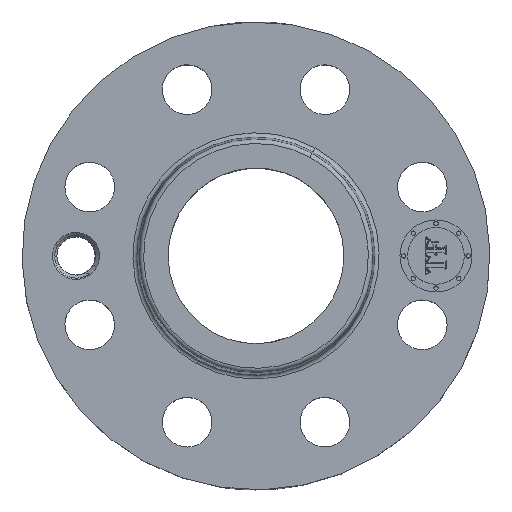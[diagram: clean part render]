
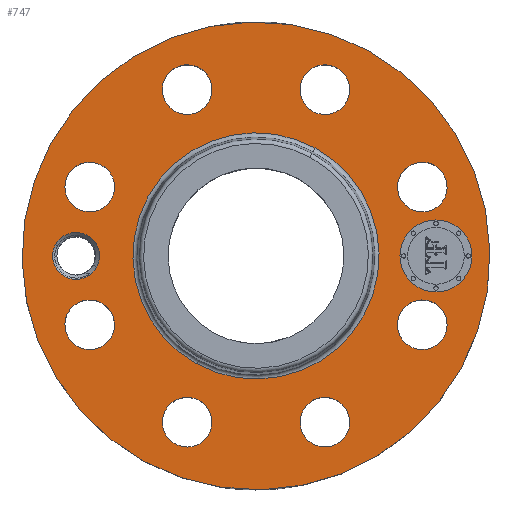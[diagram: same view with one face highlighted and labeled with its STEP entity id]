
A CAD part, top view. The second image highlights one B-rep face of the part: STEP entity #747.
In plain terms, the highlighted planar face has unit normal (0, 0, 1).
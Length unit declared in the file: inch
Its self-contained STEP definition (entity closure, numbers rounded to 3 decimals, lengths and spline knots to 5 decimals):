
#58=AXIS2_PLACEMENT_3D('Circle Axis2P3D',#56,#57,$) ;
#401=AXIS2_PLACEMENT_3D('Circle Axis2P3D',#399,#400,$) ;
#543=AXIS2_PLACEMENT_3D('Plane Axis2P3D',#540,#541,#542) ;
#551=AXIS2_PLACEMENT_3D('Circle Axis2P3D',#549,#550,$) ;
#560=AXIS2_PLACEMENT_3D('Circle Axis2P3D',#558,#559,$) ;
#569=AXIS2_PLACEMENT_3D('Circle Axis2P3D',#567,#568,$) ;
#578=AXIS2_PLACEMENT_3D('Circle Axis2P3D',#576,#577,$) ;
#587=AXIS2_PLACEMENT_3D('Circle Axis2P3D',#585,#586,$) ;
#596=AXIS2_PLACEMENT_3D('Circle Axis2P3D',#594,#595,$) ;
#605=AXIS2_PLACEMENT_3D('Circle Axis2P3D',#603,#604,$) ;
#614=AXIS2_PLACEMENT_3D('Circle Axis2P3D',#612,#613,$) ;
#623=AXIS2_PLACEMENT_3D('Circle Axis2P3D',#621,#622,$) ;
#632=AXIS2_PLACEMENT_3D('Circle Axis2P3D',#630,#631,$) ;
#641=AXIS2_PLACEMENT_3D('Circle Axis2P3D',#639,#640,$) ;
#650=AXIS2_PLACEMENT_3D('Circle Axis2P3D',#648,#649,$) ;
#659=AXIS2_PLACEMENT_3D('Circle Axis2P3D',#657,#658,$) ;
#668=AXIS2_PLACEMENT_3D('Circle Axis2P3D',#666,#667,$) ;
#677=AXIS2_PLACEMENT_3D('Circle Axis2P3D',#675,#676,$) ;
#686=AXIS2_PLACEMENT_3D('Circle Axis2P3D',#684,#685,$) ;
#695=AXIS2_PLACEMENT_3D('Circle Axis2P3D',#693,#694,$) ;
#704=AXIS2_PLACEMENT_3D('Circle Axis2P3D',#702,#703,$) ;
#713=AXIS2_PLACEMENT_3D('Circle Axis2P3D',#711,#712,$) ;
#722=AXIS2_PLACEMENT_3D('Circle Axis2P3D',#720,#721,$) ;
#731=AXIS2_PLACEMENT_3D('Circle Axis2P3D',#729,#730,$) ;
#740=AXIS2_PLACEMENT_3D('Circle Axis2P3D',#738,#739,$) ;
#53=CARTESIAN_POINT('Vertex',(-1.55813,-2.85214,1.56)) ;
#56=CARTESIAN_POINT('Axis2P3D Location',(0.,0.,1.56)) ;
#60=CARTESIAN_POINT('Vertex',(1.55813,2.85214,1.56)) ;
#399=CARTESIAN_POINT('Axis2P3D Location',(0.,0.,1.56)) ;
#540=CARTESIAN_POINT('Axis2P3D Location',(0.,3.25,1.56)) ;
#549=CARTESIAN_POINT('Axis2P3D Location',(-2.5,0.,1.56)) ;
#553=CARTESIAN_POINT('Vertex',(-2.78576,0.15611,1.56)) ;
#555=CARTESIAN_POINT('Vertex',(-2.21424,-0.15611,1.56)) ;
#558=CARTESIAN_POINT('Axis2P3D Location',(-2.5,0.,1.56)) ;
#567=CARTESIAN_POINT('Axis2P3D Location',(2.3097,-0.95671,1.56)) ;
#571=CARTESIAN_POINT('Vertex',(2.00693,-0.79131,1.56)) ;
#573=CARTESIAN_POINT('Vertex',(2.61246,-1.12211,1.56)) ;
#576=CARTESIAN_POINT('Axis2P3D Location',(2.3097,-0.95671,1.56)) ;
#585=CARTESIAN_POINT('Axis2P3D Location',(0.,0.,1.56)) ;
#589=CARTESIAN_POINT('Vertex',(-0.81981,-1.50065,1.56)) ;
#591=CARTESIAN_POINT('Vertex',(0.81981,1.50065,1.56)) ;
#594=CARTESIAN_POINT('Axis2P3D Location',(0.,0.,1.56)) ;
#603=CARTESIAN_POINT('Axis2P3D Location',(0.95671,-2.3097,1.56)) ;
#607=CARTESIAN_POINT('Vertex',(1.05384,-2.64074,1.56)) ;
#609=CARTESIAN_POINT('Vertex',(0.85958,-1.97865,1.56)) ;
#612=CARTESIAN_POINT('Axis2P3D Location',(0.95671,-2.3097,1.56)) ;
#621=CARTESIAN_POINT('Axis2P3D Location',(-0.95671,-2.3097,1.56)) ;
#625=CARTESIAN_POINT('Vertex',(-1.12211,-2.61246,1.56)) ;
#627=CARTESIAN_POINT('Vertex',(-0.79131,-2.00693,1.56)) ;
#630=CARTESIAN_POINT('Axis2P3D Location',(-0.95671,-2.3097,1.56)) ;
#639=CARTESIAN_POINT('Axis2P3D Location',(-2.3097,-0.95671,1.56)) ;
#643=CARTESIAN_POINT('Vertex',(-2.64074,-1.05384,1.56)) ;
#645=CARTESIAN_POINT('Vertex',(-1.97865,-0.85958,1.56)) ;
#648=CARTESIAN_POINT('Axis2P3D Location',(-2.3097,-0.95671,1.56)) ;
#657=CARTESIAN_POINT('Axis2P3D Location',(-2.3097,0.95671,1.56)) ;
#661=CARTESIAN_POINT('Vertex',(-2.61246,1.12211,1.56)) ;
#663=CARTESIAN_POINT('Vertex',(-2.00693,0.79131,1.56)) ;
#666=CARTESIAN_POINT('Axis2P3D Location',(-2.3097,0.95671,1.56)) ;
#675=CARTESIAN_POINT('Axis2P3D Location',(-0.95671,2.3097,1.56)) ;
#679=CARTESIAN_POINT('Vertex',(-1.05384,2.64074,1.56)) ;
#681=CARTESIAN_POINT('Vertex',(-0.85958,1.97865,1.56)) ;
#684=CARTESIAN_POINT('Axis2P3D Location',(-0.95671,2.3097,1.56)) ;
#693=CARTESIAN_POINT('Axis2P3D Location',(0.95671,2.3097,1.56)) ;
#697=CARTESIAN_POINT('Vertex',(1.12211,2.61246,1.56)) ;
#699=CARTESIAN_POINT('Vertex',(0.79131,2.00693,1.56)) ;
#702=CARTESIAN_POINT('Axis2P3D Location',(0.95671,2.3097,1.56)) ;
#711=CARTESIAN_POINT('Axis2P3D Location',(2.3097,0.95671,1.56)) ;
#715=CARTESIAN_POINT('Vertex',(2.64074,1.05384,1.56)) ;
#717=CARTESIAN_POINT('Vertex',(1.97865,0.85958,1.56)) ;
#720=CARTESIAN_POINT('Axis2P3D Location',(2.3097,0.95671,1.56)) ;
#729=CARTESIAN_POINT('Axis2P3D Location',(2.5,0.,1.56)) ;
#733=CARTESIAN_POINT('Vertex',(2.5,0.5,1.56)) ;
#735=CARTESIAN_POINT('Vertex',(2.5,-0.5,1.56)) ;
#738=CARTESIAN_POINT('Axis2P3D Location',(2.5,0.,1.56)) ;
#57=DIRECTION('Axis2P3D Direction',(0.,0.,-0.039)) ;
#400=DIRECTION('Axis2P3D Direction',(0.,0.,-0.039)) ;
#541=DIRECTION('Axis2P3D Direction',(0.,0.,-0.039)) ;
#542=DIRECTION('Axis2P3D XDirection',(0.039,0.,0.)) ;
#550=DIRECTION('Axis2P3D Direction',(0.,0.,-0.039)) ;
#559=DIRECTION('Axis2P3D Direction',(0.,0.,-0.039)) ;
#568=DIRECTION('Axis2P3D Direction',(0.,0.,-0.039)) ;
#577=DIRECTION('Axis2P3D Direction',(0.,0.,-0.039)) ;
#586=DIRECTION('Axis2P3D Direction',(0.,0.,-0.039)) ;
#595=DIRECTION('Axis2P3D Direction',(0.,0.,-0.039)) ;
#604=DIRECTION('Axis2P3D Direction',(0.,0.,-0.039)) ;
#613=DIRECTION('Axis2P3D Direction',(0.,0.,-0.039)) ;
#622=DIRECTION('Axis2P3D Direction',(0.,0.,-0.039)) ;
#631=DIRECTION('Axis2P3D Direction',(0.,0.,-0.039)) ;
#640=DIRECTION('Axis2P3D Direction',(0.,0.,-0.039)) ;
#649=DIRECTION('Axis2P3D Direction',(0.,0.,-0.039)) ;
#658=DIRECTION('Axis2P3D Direction',(0.,0.,-0.039)) ;
#667=DIRECTION('Axis2P3D Direction',(0.,0.,-0.039)) ;
#676=DIRECTION('Axis2P3D Direction',(0.,0.,-0.039)) ;
#685=DIRECTION('Axis2P3D Direction',(0.,0.,-0.039)) ;
#694=DIRECTION('Axis2P3D Direction',(0.,0.,-0.039)) ;
#703=DIRECTION('Axis2P3D Direction',(0.,0.,-0.039)) ;
#712=DIRECTION('Axis2P3D Direction',(0.,0.,-0.039)) ;
#721=DIRECTION('Axis2P3D Direction',(0.,0.,-0.039)) ;
#730=DIRECTION('Axis2P3D Direction',(0.,0.,-0.039)) ;
#739=DIRECTION('Axis2P3D Direction',(0.,0.,-0.039)) ;
#546=ORIENTED_EDGE('',*,*,#403,.F.) ;
#547=ORIENTED_EDGE('',*,*,#62,.F.) ;
#564=ORIENTED_EDGE('',*,*,#557,.T.) ;
#565=ORIENTED_EDGE('',*,*,#562,.T.) ;
#582=ORIENTED_EDGE('',*,*,#575,.T.) ;
#583=ORIENTED_EDGE('',*,*,#580,.T.) ;
#600=ORIENTED_EDGE('',*,*,#593,.T.) ;
#601=ORIENTED_EDGE('',*,*,#598,.T.) ;
#618=ORIENTED_EDGE('',*,*,#611,.T.) ;
#619=ORIENTED_EDGE('',*,*,#616,.T.) ;
#636=ORIENTED_EDGE('',*,*,#629,.T.) ;
#637=ORIENTED_EDGE('',*,*,#634,.T.) ;
#654=ORIENTED_EDGE('',*,*,#647,.T.) ;
#655=ORIENTED_EDGE('',*,*,#652,.T.) ;
#672=ORIENTED_EDGE('',*,*,#665,.T.) ;
#673=ORIENTED_EDGE('',*,*,#670,.T.) ;
#690=ORIENTED_EDGE('',*,*,#683,.T.) ;
#691=ORIENTED_EDGE('',*,*,#688,.T.) ;
#708=ORIENTED_EDGE('',*,*,#701,.T.) ;
#709=ORIENTED_EDGE('',*,*,#706,.T.) ;
#726=ORIENTED_EDGE('',*,*,#719,.T.) ;
#727=ORIENTED_EDGE('',*,*,#724,.T.) ;
#744=ORIENTED_EDGE('',*,*,#737,.T.) ;
#745=ORIENTED_EDGE('',*,*,#742,.T.) ;
#566=FACE_BOUND('',#563,.T.) ;
#584=FACE_BOUND('',#581,.T.) ;
#602=FACE_BOUND('',#599,.T.) ;
#620=FACE_BOUND('',#617,.T.) ;
#638=FACE_BOUND('',#635,.T.) ;
#656=FACE_BOUND('',#653,.T.) ;
#674=FACE_BOUND('',#671,.T.) ;
#692=FACE_BOUND('',#689,.T.) ;
#710=FACE_BOUND('',#707,.T.) ;
#728=FACE_BOUND('',#725,.T.) ;
#746=FACE_BOUND('',#743,.T.) ;
#747=ADVANCED_FACE('PartBody',(#548,#566,#584,#602,#620,#638,#656,#674,#692,#710,#728,#746),#544,.F.) ;
#59=CIRCLE('generated circle',#58,3.25) ;
#402=CIRCLE('generated circle',#401,3.25) ;
#552=CIRCLE('generated circle',#551,0.32563) ;
#561=CIRCLE('generated circle',#560,0.32563) ;
#570=CIRCLE('generated circle',#569,0.345) ;
#579=CIRCLE('generated circle',#578,0.345) ;
#588=CIRCLE('generated circle',#587,1.70998) ;
#597=CIRCLE('generated circle',#596,1.70998) ;
#606=CIRCLE('generated circle',#605,0.345) ;
#615=CIRCLE('generated circle',#614,0.345) ;
#624=CIRCLE('generated circle',#623,0.345) ;
#633=CIRCLE('generated circle',#632,0.345) ;
#642=CIRCLE('generated circle',#641,0.345) ;
#651=CIRCLE('generated circle',#650,0.345) ;
#660=CIRCLE('generated circle',#659,0.345) ;
#669=CIRCLE('generated circle',#668,0.345) ;
#678=CIRCLE('generated circle',#677,0.345) ;
#687=CIRCLE('generated circle',#686,0.345) ;
#696=CIRCLE('generated circle',#695,0.345) ;
#705=CIRCLE('generated circle',#704,0.345) ;
#714=CIRCLE('generated circle',#713,0.345) ;
#723=CIRCLE('generated circle',#722,0.345) ;
#732=CIRCLE('generated circle',#731,0.5) ;
#741=CIRCLE('generated circle',#740,0.5) ;
#62=EDGE_CURVE('',#54,#61,#59,.T.) ;
#403=EDGE_CURVE('',#61,#54,#402,.T.) ;
#557=EDGE_CURVE('',#554,#556,#552,.T.) ;
#562=EDGE_CURVE('',#556,#554,#561,.T.) ;
#575=EDGE_CURVE('',#572,#574,#570,.T.) ;
#580=EDGE_CURVE('',#574,#572,#579,.T.) ;
#593=EDGE_CURVE('',#590,#592,#588,.T.) ;
#598=EDGE_CURVE('',#592,#590,#597,.T.) ;
#611=EDGE_CURVE('',#608,#610,#606,.T.) ;
#616=EDGE_CURVE('',#610,#608,#615,.T.) ;
#629=EDGE_CURVE('',#626,#628,#624,.T.) ;
#634=EDGE_CURVE('',#628,#626,#633,.T.) ;
#647=EDGE_CURVE('',#644,#646,#642,.T.) ;
#652=EDGE_CURVE('',#646,#644,#651,.T.) ;
#665=EDGE_CURVE('',#662,#664,#660,.T.) ;
#670=EDGE_CURVE('',#664,#662,#669,.T.) ;
#683=EDGE_CURVE('',#680,#682,#678,.T.) ;
#688=EDGE_CURVE('',#682,#680,#687,.T.) ;
#701=EDGE_CURVE('',#698,#700,#696,.T.) ;
#706=EDGE_CURVE('',#700,#698,#705,.T.) ;
#719=EDGE_CURVE('',#716,#718,#714,.T.) ;
#724=EDGE_CURVE('',#718,#716,#723,.T.) ;
#737=EDGE_CURVE('',#734,#736,#732,.T.) ;
#742=EDGE_CURVE('',#736,#734,#741,.T.) ;
#545=EDGE_LOOP('',(#546,#547)) ;
#563=EDGE_LOOP('',(#564,#565)) ;
#581=EDGE_LOOP('',(#582,#583)) ;
#599=EDGE_LOOP('',(#600,#601)) ;
#617=EDGE_LOOP('',(#618,#619)) ;
#635=EDGE_LOOP('',(#636,#637)) ;
#653=EDGE_LOOP('',(#654,#655)) ;
#671=EDGE_LOOP('',(#672,#673)) ;
#689=EDGE_LOOP('',(#690,#691)) ;
#707=EDGE_LOOP('',(#708,#709)) ;
#725=EDGE_LOOP('',(#726,#727)) ;
#743=EDGE_LOOP('',(#744,#745)) ;
#548=FACE_OUTER_BOUND('',#545,.T.) ;
#544=PLANE('',#543) ;
#54=VERTEX_POINT('',#53) ;
#61=VERTEX_POINT('',#60) ;
#554=VERTEX_POINT('',#553) ;
#556=VERTEX_POINT('',#555) ;
#572=VERTEX_POINT('',#571) ;
#574=VERTEX_POINT('',#573) ;
#590=VERTEX_POINT('',#589) ;
#592=VERTEX_POINT('',#591) ;
#608=VERTEX_POINT('',#607) ;
#610=VERTEX_POINT('',#609) ;
#626=VERTEX_POINT('',#625) ;
#628=VERTEX_POINT('',#627) ;
#644=VERTEX_POINT('',#643) ;
#646=VERTEX_POINT('',#645) ;
#662=VERTEX_POINT('',#661) ;
#664=VERTEX_POINT('',#663) ;
#680=VERTEX_POINT('',#679) ;
#682=VERTEX_POINT('',#681) ;
#698=VERTEX_POINT('',#697) ;
#700=VERTEX_POINT('',#699) ;
#716=VERTEX_POINT('',#715) ;
#718=VERTEX_POINT('',#717) ;
#734=VERTEX_POINT('',#733) ;
#736=VERTEX_POINT('',#735) ;
